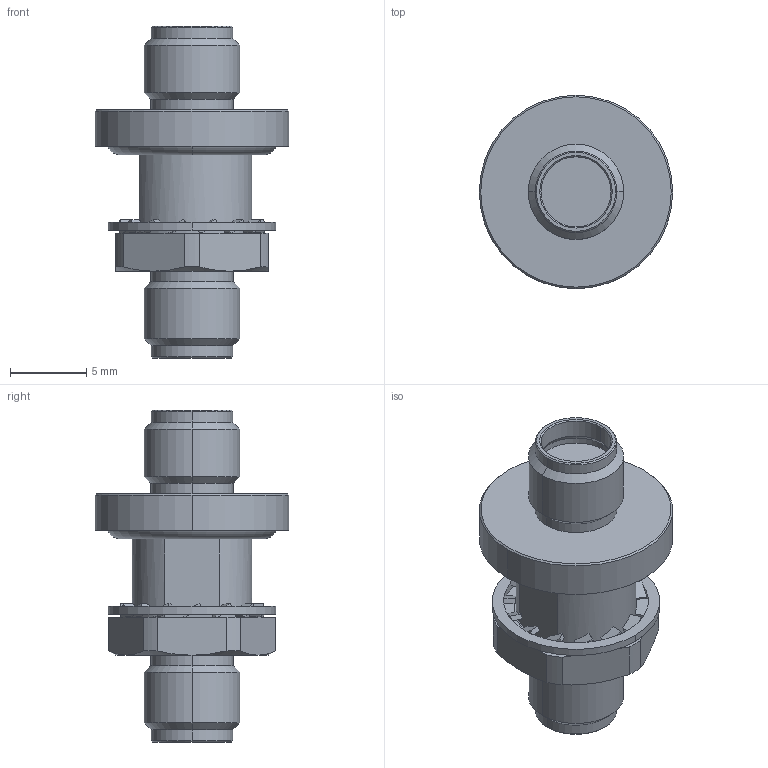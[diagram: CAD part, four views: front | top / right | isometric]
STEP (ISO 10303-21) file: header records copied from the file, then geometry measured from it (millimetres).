
FILE_DESCRIPTION (( 'STEP AP203' ), '1' );
FILE_NAME ('R127.732.100A.STEP', '2014-10-15T08:02:06', ( 'adminradiall' ), ( 'Microsoft' ), 'SwSTEP 2.0', 'SolidWorks 2014', '' );
FILE_SCHEMA (( 'CONFIG_CONTROL_DESIGN' ));
Length unit declared in the file: metre
Products named in the file (1): R127.732.100A
Bounding box: 12.7 x 12.7 x 21.8 mm (x, y, z)
Volume: 1060.9 mm3; surface area: 1107.2 mm2
Topology: 2 solids, 2 shells, 205 faces, 542 edges, 348 vertices
Faces by surface type: cylinder 90, plane 77, cone 34, torus 4
Entity records: 6551 total; most frequent: CARTESIAN_POINT 1558, ORIENTED_EDGE 1084, DIRECTION 1018, EDGE_CURVE 542, AXIS2_PLACEMENT_3D 400, VERTEX_POINT 348, LINE 218, VECTOR 218
